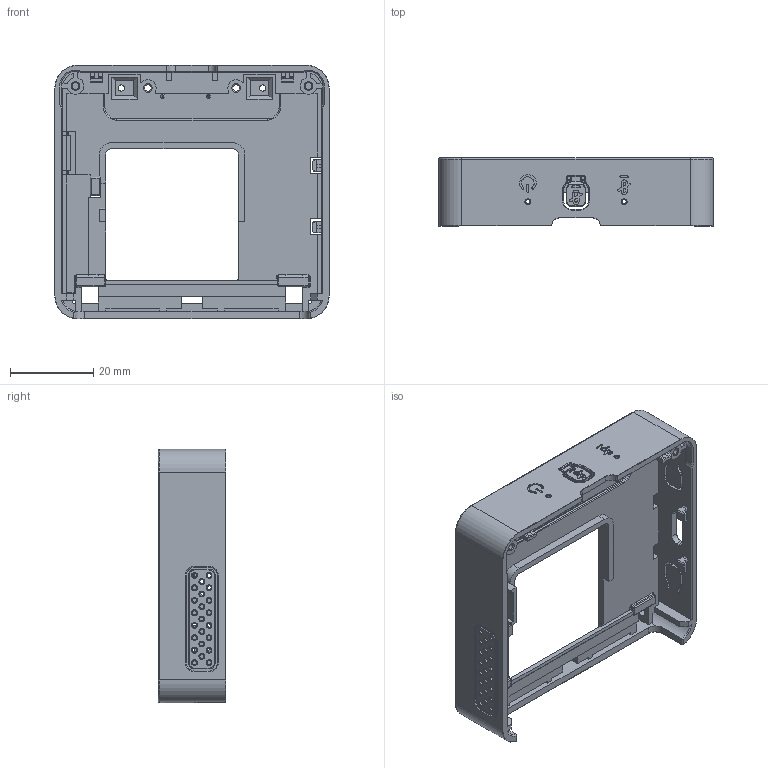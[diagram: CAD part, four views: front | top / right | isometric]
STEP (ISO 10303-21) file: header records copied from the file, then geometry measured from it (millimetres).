
FILE_DESCRIPTION (( 'STEP AP214' ), '1' );
FILE_NAME ('ESP32-S3-BOX-TOP-V2_20211215A.STEP', '2021-12-15T03:46:42', ( '' ), ( '' ), 'SwSTEP 2.0', 'SolidWorks 2019', '' );
FILE_SCHEMA (( 'AUTOMOTIVE_DESIGN' ));
Length unit declared in the file: millimetre
Products named in the file (1): ESP32-S3-BOX-TOP-V2_20211215A
Bounding box: 66 x 16.3 x 61 mm (x, y, z)
Volume: 11271.2 mm3; surface area: 15837.7 mm2
Topology: 1 solids, 1 shells, 1047 faces, 2740 edges, 1691 vertices
Faces by surface type: plane 466, cylinder 375, torus 144, cone 24, bspline 24, sphere 14
Entity records: 32556 total; most frequent: CARTESIAN_POINT 6261, DIRECTION 5663, ORIENTED_EDGE 5452, EDGE_CURVE 2726, AXIS2_PLACEMENT_3D 1995, VERTEX_POINT 1691, VECTOR 1673, LINE 1673
